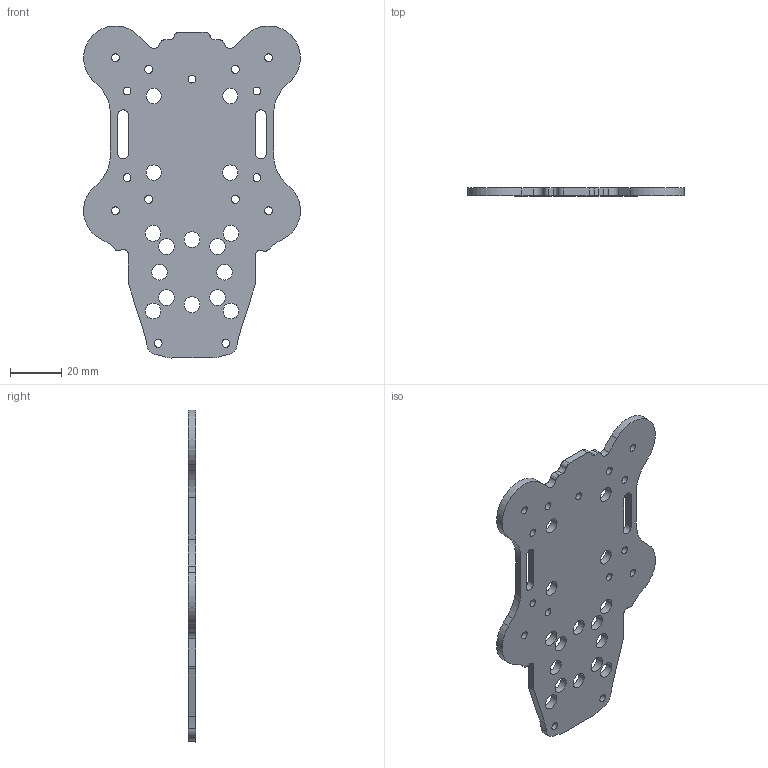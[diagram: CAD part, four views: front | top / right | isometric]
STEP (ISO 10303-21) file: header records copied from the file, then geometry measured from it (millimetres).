
FILE_DESCRIPTION(/* description */ (''),/* implementation_level */ '2;1');
FILE_NAME(/* name */ 'Kauri bottom plate.stp',/* time_stamp */ '2022-04-26T12:36:54-06:00',/* author */ ('Steven'),/* organization */ (''),/* preprocessor_version */ 'ST-DEVELOPER v18',/* originating_system */ 'Autodesk Inventor 2020',/* authorisation */ '');
FILE_SCHEMA (('AUTOMOTIVE_DESIGN { 1 0 10303 214 3 1 1 }'));
Length unit declared in the file: inch
Products named in the file (1): Kauri bottom plate
Bounding box: 84.99 x 3 x 130.1 mm (x, y, z)
Volume: 21911 mm3; surface area: 17464.2 mm2
Topology: 1 solids, 1 shells, 89 faces, 280 edges, 193 vertices
Faces by surface type: cylinder 65, plane 22, bspline 2
Full cylindrical faces by diameter (mm): 3.1 x15, 6 x4, 6.2 x12
Entity records: 3438 total; most frequent: DIRECTION 609, CARTESIAN_POINT 593, ORIENTED_EDGE 560, EDGE_CURVE 280, AXIS2_PLACEMENT_3D 241, VERTEX_POINT 193, EDGE_LOOP 155, CIRCLE 149
